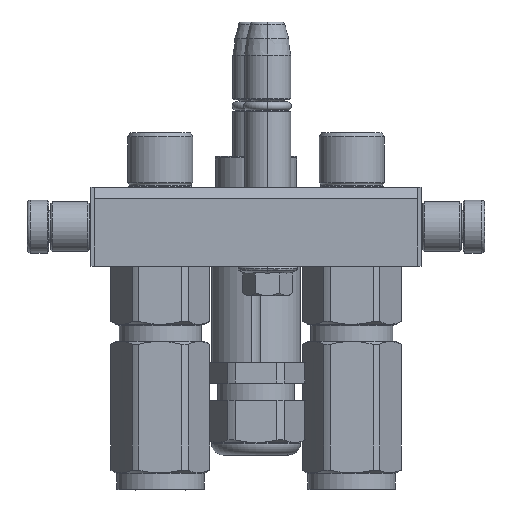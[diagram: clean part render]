
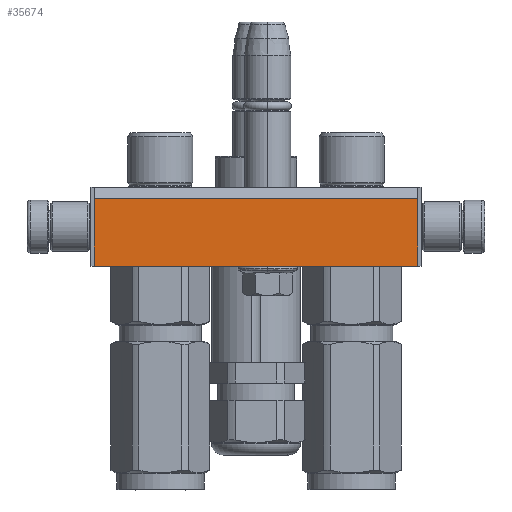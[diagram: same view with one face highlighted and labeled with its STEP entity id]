
A CAD part, left-side view. The second image highlights one B-rep face of the part: STEP entity #35674.
In plain terms, the highlighted face is planar.
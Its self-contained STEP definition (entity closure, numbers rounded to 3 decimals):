
#1531 = VECTOR ( 'NONE', #19440, 1000. ) ;
#3122 = VERTEX_POINT ( 'NONE', #57975 ) ;
#3288 = CARTESIAN_POINT ( 'NONE',  ( -20., 24., 24. ) ) ;
#3598 = VECTOR ( 'NONE', #35997, 1000. ) ;
#3879 = DIRECTION ( 'NONE',  ( 1., 0., 0. ) ) ;
#5967 = EDGE_CURVE ( 'NONE', #42939, #3122, #37141, .T. ) ;
#6795 = ORIENTED_EDGE ( 'NONE', *, *, #49691, .F. ) ;
#9170 = AXIS2_PLACEMENT_3D ( 'NONE', #36015, #40565, #3879 ) ;
#11444 = VECTOR ( 'NONE', #24218, 1000. ) ;
#13945 = ORIENTED_EDGE ( 'NONE', *, *, #5967, .T. ) ;
#17893 = PLANE ( 'NONE',  #9170 ) ;
#18857 = EDGE_CURVE ( 'NONE', #42939, #35658, #45112, .T. ) ;
#19440 = DIRECTION ( 'NONE',  ( 0., 1., 0. ) ) ;
#24218 = DIRECTION ( 'NONE',  ( 1., 0., 0. ) ) ;
#26412 = CARTESIAN_POINT ( 'NONE',  ( 78., 24., 24. ) ) ;
#30009 = FACE_OUTER_BOUND ( 'NONE', #41363, .T. ) ;
#30154 = EDGE_CURVE ( 'NONE', #3122, #59181, #37852, .T. ) ;
#34051 = CARTESIAN_POINT ( 'NONE',  ( -20., 3.464, 24. ) ) ;
#35398 = CARTESIAN_POINT ( 'NONE',  ( 78., 3.464, 24. ) ) ;
#35658 = VERTEX_POINT ( 'NONE', #3288 ) ;
#35674 = ADVANCED_FACE ( 'NONE', ( #30009 ), #17893, .T. ) ;
#35997 = DIRECTION ( 'NONE',  ( 0., 1., 0. ) ) ;
#36015 = CARTESIAN_POINT ( 'NONE',  ( -21., 0., 24. ) ) ;
#37141 = LINE ( 'NONE', #38155, #11444 ) ;
#37852 = LINE ( 'NONE', #35398, #3598 ) ;
#38155 = CARTESIAN_POINT ( 'NONE',  ( -20., 3.464, 24. ) ) ;
#38707 = CARTESIAN_POINT ( 'NONE',  ( -20., 24., 24. ) ) ;
#40157 = ORIENTED_EDGE ( 'NONE', *, *, #18857, .F. ) ;
#40565 = DIRECTION ( 'NONE',  ( 0., 0., 1. ) ) ;
#41355 = CARTESIAN_POINT ( 'NONE',  ( -20., 3.464, 24. ) ) ;
#41363 = EDGE_LOOP ( 'NONE', ( #6795, #40157, #13945, #52363 ) ) ;
#42757 = VECTOR ( 'NONE', #43285, 1000. ) ;
#42939 = VERTEX_POINT ( 'NONE', #34051 ) ;
#43285 = DIRECTION ( 'NONE',  ( 1., 0., 0. ) ) ;
#45112 = LINE ( 'NONE', #41355, #1531 ) ;
#49691 = EDGE_CURVE ( 'NONE', #35658, #59181, #54994, .T. ) ;
#52363 = ORIENTED_EDGE ( 'NONE', *, *, #30154, .T. ) ;
#54994 = LINE ( 'NONE', #38707, #42757 ) ;
#57975 = CARTESIAN_POINT ( 'NONE',  ( 78., 3.464, 24. ) ) ;
#59181 = VERTEX_POINT ( 'NONE', #26412 ) ;
